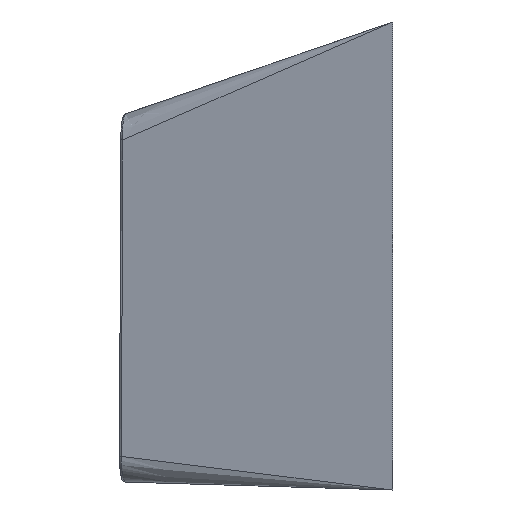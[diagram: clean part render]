
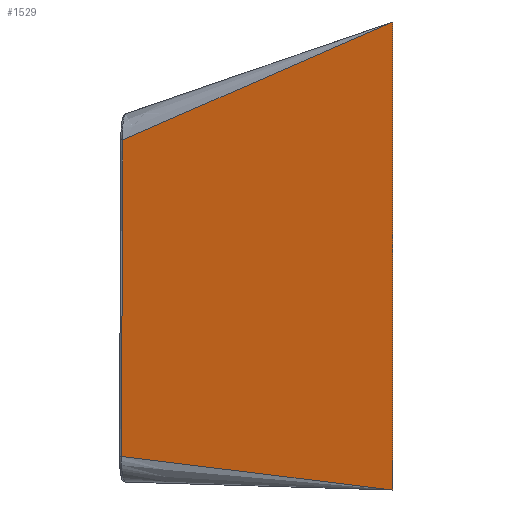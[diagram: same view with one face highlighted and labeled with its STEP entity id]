
A CAD part, left-side view. The second image highlights one B-rep face of the part: STEP entity #1529.
In plain terms, the highlighted free-form (B-spline) face has degree [3, 1] with [6, 2] control points.
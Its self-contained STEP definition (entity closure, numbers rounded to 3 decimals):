
#38 = CARTESIAN_POINT ( 'NONE',  ( 0., 0., 12. ) ) ;
#101 = B_SPLINE_CURVE_WITH_KNOTS ( 'NONE', 3,
 ( #347, #485, #228, #769 ),
 .UNSPECIFIED., .F., .F.,
 ( 4, 4 ),
 ( 0.01, 1. ),
 .UNSPECIFIED. ) ;
#109 = CARTESIAN_POINT ( 'NONE',  ( 2.628, 10.402, 7.376 ) ) ;
#195 = VECTOR ( 'NONE', #995, 1000. ) ;
#228 = CARTESIAN_POINT ( 'NONE',  ( 0.982, 3.897, 0.481 ) ) ;
#230 = EDGE_CURVE ( 'NONE', #1458, #1234, #101, .T. ) ;
#282 = CARTESIAN_POINT ( 'NONE',  ( 2.65, 10.471, 12.05 ) ) ;
#289 = CARTESIAN_POINT ( 'NONE',  ( 0., 0., 3. ) ) ;
#296 = ORIENTED_EDGE ( 'NONE', *, *, #761, .T. ) ;
#298 = EDGE_CURVE ( 'NONE', #1426, #1045, #1562, .T. ) ;
#347 = CARTESIAN_POINT ( 'NONE',  ( 2.628, 10.427, 1.289 ) ) ;
#370 = ORIENTED_EDGE ( 'NONE', *, *, #982, .F. ) ;
#377 = ORIENTED_EDGE ( 'NONE', *, *, #298, .T. ) ;
#418 = B_SPLINE_SURFACE_WITH_KNOTS ( 'NONE', 3, 1, ( 
 ( #1616, #1491 ),
 ( #289, #1598 ),
 ( #1620, #834 ),
 ( #38, #950 ),
 ( #1085, #282 ),
 ( #1475, #1249 ) ),
 .UNSPECIFIED., .F., .F., .F.,
 ( 4, 2, 4 ),
 ( 2, 2 ),
 ( 0., 0.5, 1. ),
 ( 0., 1. ),
 .UNSPECIFIED. ) ;
#485 = CARTESIAN_POINT ( 'NONE',  ( 1.858, 7.373, 0.911 ) ) ;
#525 = CARTESIAN_POINT ( 'NONE',  ( 2.628, 10.394, 9.405 ) ) ;
#538 = CARTESIAN_POINT ( 'NONE',  ( 1.858, 7.336, 14.792 ) ) ;
#735 = CARTESIAN_POINT ( 'NONE',  ( 0., 0., 18. ) ) ;
#736 = EDGE_LOOP ( 'NONE', ( #377, #296, #1715, #370 ) ) ;
#761 = EDGE_CURVE ( 'NONE', #1045, #1458, #775, .T. ) ;
#769 = CARTESIAN_POINT ( 'NONE',  ( 0., 0., 0. ) ) ;
#775 = B_SPLINE_CURVE_WITH_KNOTS ( 'NONE', 3,
 ( #1043, #1430, #525, #109, #898, #1578, #1322 ),
 .UNSPECIFIED., .F., .F.,
 ( 4, 3, 4 ),
 ( 0., 0.006, 0.012 ),
 .UNSPECIFIED. ) ;
#780 = CARTESIAN_POINT ( 'NONE',  ( 0., 0., 0. ) ) ;
#791 = CARTESIAN_POINT ( 'NONE',  ( 2.628, 10.427, 1.289 ) ) ;
#834 = CARTESIAN_POINT ( 'NONE',  ( 2.65, 10.5, 5.007 ) ) ;
#898 = CARTESIAN_POINT ( 'NONE',  ( 2.628, 10.41, 5.347 ) ) ;
#950 = CARTESIAN_POINT ( 'NONE',  ( 2.65, 10.481, 9.703 ) ) ;
#982 = EDGE_CURVE ( 'NONE', #1426, #1234, #1198, .T. ) ;
#995 = DIRECTION ( 'NONE',  ( 0., 0., -1. ) ) ;
#1043 = CARTESIAN_POINT ( 'NONE',  ( 2.628, 10.378, 13.463 ) ) ;
#1045 = VERTEX_POINT ( 'NONE', #1545 ) ;
#1052 = CARTESIAN_POINT ( 'NONE',  ( 0., 0., 18. ) ) ;
#1085 = CARTESIAN_POINT ( 'NONE',  ( 0., 0., 15. ) ) ;
#1185 = CARTESIAN_POINT ( 'NONE',  ( 0., 0., 18. ) ) ;
#1194 = FACE_OUTER_BOUND ( 'NONE', #736, .T. ) ;
#1198 = LINE ( 'NONE', #735, #195 ) ;
#1234 = VERTEX_POINT ( 'NONE', #780 ) ;
#1249 = CARTESIAN_POINT ( 'NONE',  ( 2.65, 10.462, 14.398 ) ) ;
#1322 = CARTESIAN_POINT ( 'NONE',  ( 2.628, 10.427, 1.289 ) ) ;
#1426 = VERTEX_POINT ( 'NONE', #1052 ) ;
#1430 = CARTESIAN_POINT ( 'NONE',  ( 2.628, 10.386, 11.434 ) ) ;
#1455 = CARTESIAN_POINT ( 'NONE',  ( 2.628, 10.378, 13.463 ) ) ;
#1458 = VERTEX_POINT ( 'NONE', #791 ) ;
#1475 = CARTESIAN_POINT ( 'NONE',  ( 0., 0., 18. ) ) ;
#1491 = CARTESIAN_POINT ( 'NONE',  ( 2.65, 10.52, 0.312 ) ) ;
#1529 = ADVANCED_FACE ( 'NONE', ( #1194 ), #418, .T. ) ;
#1545 = CARTESIAN_POINT ( 'NONE',  ( 2.628, 10.378, 13.463 ) ) ;
#1562 = B_SPLINE_CURVE_WITH_KNOTS ( 'NONE', 3,
 ( #1185, #1714, #538, #1455 ),
 .UNSPECIFIED., .F., .F.,
 ( 4, 4 ),
 ( 0., 0.99 ),
 .UNSPECIFIED. ) ;
#1578 = CARTESIAN_POINT ( 'NONE',  ( 2.628, 10.418, 3.318 ) ) ;
#1598 = CARTESIAN_POINT ( 'NONE',  ( 2.65, 10.51, 2.66 ) ) ;
#1616 = CARTESIAN_POINT ( 'NONE',  ( 0., 0., 0. ) ) ;
#1620 = CARTESIAN_POINT ( 'NONE',  ( 0., 0., 6. ) ) ;
#1714 = CARTESIAN_POINT ( 'NONE',  ( 0.982, 3.876, 16.305 ) ) ;
#1715 = ORIENTED_EDGE ( 'NONE', *, *, #230, .T. ) ;
